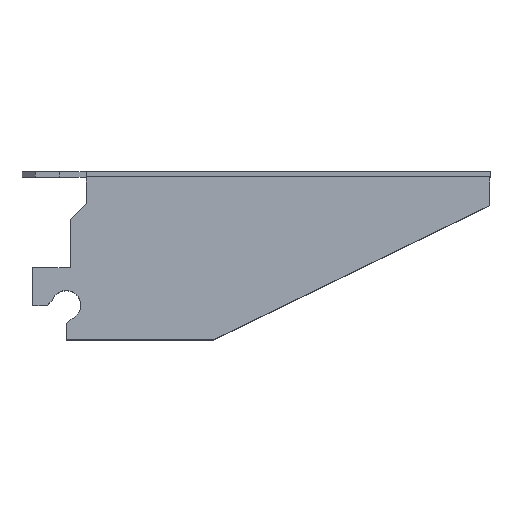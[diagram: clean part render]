
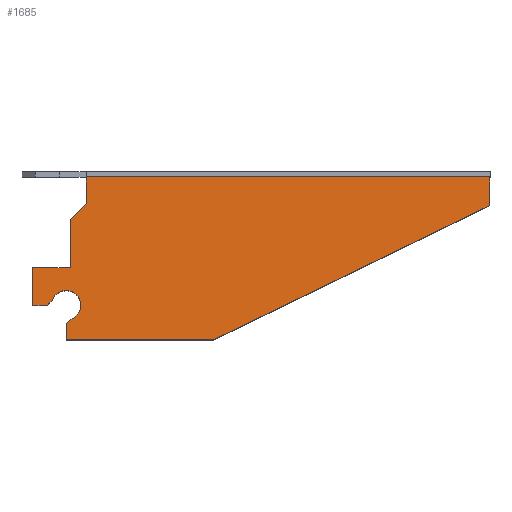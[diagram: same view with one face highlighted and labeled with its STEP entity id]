
A CAD part, top view. The second image highlights one B-rep face of the part: STEP entity #1685.
In plain terms, the highlighted planar face has unit normal (0, 0.044, 0.999).
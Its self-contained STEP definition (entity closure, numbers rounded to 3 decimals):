
#5 = DIRECTION ( 'NONE',  ( 0., 0.044, 0.999 ) ) ;
#56 = CARTESIAN_POINT ( 'NONE',  ( 11.304, -48.066, 18.513 ) ) ;
#68 = DIRECTION ( 'NONE',  ( -0.9, -0.436, 0.019 ) ) ;
#72 = DIRECTION ( 'NONE',  ( 0.707, 0.706, -0.031 ) ) ;
#76 = CARTESIAN_POINT ( 'NONE',  ( 18., -17.899, 17.196 ) ) ;
#97 = EDGE_CURVE ( 'NONE', #1884, #499, #2263, .T. ) ;
#104 = CARTESIAN_POINT ( 'NONE',  ( 175., -1.913, 16.498 ) ) ;
#116 = DIRECTION ( 'NONE',  ( 0., -0.044, -0.999 ) ) ;
#138 = CARTESIAN_POINT ( 'NONE',  ( 18., -17.899, 17.196 ) ) ;
#155 = VERTEX_POINT ( 'NONE', #1323 ) ;
#169 = ORIENTED_EDGE ( 'NONE', *, *, #97, .T. ) ;
#183 = CARTESIAN_POINT ( 'NONE',  ( 4., -49.869, 18.592 ) ) ;
#187 = CARTESIAN_POINT ( 'NONE',  ( 16.5, -49.869, 18.592 ) ) ;
#190 = CARTESIAN_POINT ( 'NONE',  ( 24., -1.913, 16.498 ) ) ;
#266 = CARTESIAN_POINT ( 'NONE',  ( 18., -35.882, 17.981 ) ) ;
#277 = CARTESIAN_POINT ( 'NONE',  ( 71.5, -62.857, 19.159 ) ) ;
#293 = EDGE_CURVE ( 'NONE', #1283, #2133, #2373, .T. ) ;
#307 = ORIENTED_EDGE ( 'NONE', *, *, #1783, .F. ) ;
#328 = CARTESIAN_POINT ( 'NONE',  ( 175., -12.639, 16.966 ) ) ;
#344 = VECTOR ( 'NONE', #68, 1000. ) ;
#348 = EDGE_LOOP ( 'NONE', ( #1759, #169, #615, #1169, #1939, #475, #1227, #2235, #1166, #1241, #2257, #307, #672, #1293 ) ) ;
#354 = CARTESIAN_POINT ( 'NONE',  ( 16.5, -56.862, 18.897 ) ) ;
#366 = DIRECTION ( 'NONE',  ( -1., 0., 0. ) ) ;
#408 = LINE ( 'NONE', #277, #344 ) ;
#423 = CARTESIAN_POINT ( 'NONE',  ( 16.5, -62.857, 19.159 ) ) ;
#465 = CARTESIAN_POINT ( 'NONE',  ( 4., -35.882, 17.981 ) ) ;
#475 = ORIENTED_EDGE ( 'NONE', *, *, #2012, .F. ) ;
#477 = VERTEX_POINT ( 'NONE', #76 ) ;
#496 = EDGE_CURVE ( 'NONE', #541, #499, #2347, .T. ) ;
#499 = VERTEX_POINT ( 'NONE', #732 ) ;
#511 = VECTOR ( 'NONE', #1673, 1000. ) ;
#541 = VERTEX_POINT ( 'NONE', #1583 ) ;
#598 = CARTESIAN_POINT ( 'NONE',  ( 4., -49.869, 18.592 ) ) ;
#615 = ORIENTED_EDGE ( 'NONE', *, *, #496, .F. ) ;
#619 = LINE ( 'NONE', #190, #2063 ) ;
#672 = ORIENTED_EDGE ( 'NONE', *, *, #2215, .F. ) ;
#678 = PLANE ( 'NONE',  #881 ) ;
#732 = CARTESIAN_POINT ( 'NONE',  ( 11.304, -48.066, 18.513 ) ) ;
#777 = EDGE_CURVE ( 'NONE', #859, #2336, #2199, .T. ) ;
#793 = LINE ( 'NONE', #960, #1792 ) ;
#835 = DIRECTION ( 'NONE',  ( 1., 0., 0. ) ) ;
#841 = AXIS2_PLACEMENT_3D ( 'NONE', #187, #5, #2266 ) ;
#859 = VERTEX_POINT ( 'NONE', #1795 ) ;
#881 = AXIS2_PLACEMENT_3D ( 'NONE', #1236, #116, #1425 ) ;
#885 = EDGE_CURVE ( 'NONE', #1917, #859, #2394, .T. ) ;
#892 = VERTEX_POINT ( 'NONE', #465 ) ;
#895 = VECTOR ( 'NONE', #1217, 1000. ) ;
#898 = VECTOR ( 'NONE', #835, 1000. ) ;
#937 = FACE_OUTER_BOUND ( 'NONE', #348, .T. ) ;
#960 = CARTESIAN_POINT ( 'NONE',  ( 24., -11.905, 16.934 ) ) ;
#1026 = LINE ( 'NONE', #138, #511 ) ;
#1030 = VECTOR ( 'NONE', #366, 1000. ) ;
#1110 = EDGE_CURVE ( 'NONE', #2336, #1820, #408, .T. ) ;
#1150 = VERTEX_POINT ( 'NONE', #598 ) ;
#1166 = ORIENTED_EDGE ( 'NONE', *, *, #885, .F. ) ;
#1169 = ORIENTED_EDGE ( 'NONE', *, *, #1811, .T. ) ;
#1174 = EDGE_CURVE ( 'NONE', #1832, #1917, #619, .T. ) ;
#1185 = DIRECTION ( 'NONE',  ( -1., 0., 0. ) ) ;
#1198 = VECTOR ( 'NONE', #72, 1000. ) ;
#1217 = DIRECTION ( 'NONE',  ( 1., 0., 0. ) ) ;
#1227 = ORIENTED_EDGE ( 'NONE', *, *, #1110, .F. ) ;
#1236 = CARTESIAN_POINT ( 'NONE',  ( 16.5, -49.869, 18.592 ) ) ;
#1241 = ORIENTED_EDGE ( 'NONE', *, *, #1174, .F. ) ;
#1254 = VECTOR ( 'NONE', #1845, 1000. ) ;
#1274 = CARTESIAN_POINT ( 'NONE',  ( 175., -12.639, 16.966 ) ) ;
#1283 = VERTEX_POINT ( 'NONE', #423 ) ;
#1286 = DIRECTION ( 'NONE',  ( 0., -0.999, 0.044 ) ) ;
#1293 = ORIENTED_EDGE ( 'NONE', *, *, #1315, .F. ) ;
#1300 = DIRECTION ( 'NONE',  ( -0.707, -0.706, 0.031 ) ) ;
#1310 = CARTESIAN_POINT ( 'NONE',  ( 24., -11.905, 16.934 ) ) ;
#1315 = EDGE_CURVE ( 'NONE', #1150, #892, #2270, .T. ) ;
#1323 = CARTESIAN_POINT ( 'NONE',  ( 18., -35.882, 17.981 ) ) ;
#1336 = CARTESIAN_POINT ( 'NONE',  ( 24., -1.913, 16.498 ) ) ;
#1399 = LINE ( 'NONE', #266, #898 ) ;
#1404 = VECTOR ( 'NONE', #1300, 1000. ) ;
#1422 = VECTOR ( 'NONE', #1185, 1000. ) ;
#1425 = DIRECTION ( 'NONE',  ( 0., 0.999, -0.044 ) ) ;
#1427 = EDGE_CURVE ( 'NONE', #1884, #1150, #2030, .T. ) ;
#1552 = CARTESIAN_POINT ( 'NONE',  ( 16.5, -62.857, 19.159 ) ) ;
#1583 = CARTESIAN_POINT ( 'NONE',  ( 18.304, -55.06, 18.819 ) ) ;
#1673 = DIRECTION ( 'NONE',  ( 0., 0.999, -0.044 ) ) ;
#1685 = ADVANCED_FACE ( 'NONE', ( #937 ), #678, .F. ) ;
#1692 = VECTOR ( 'NONE', #1286, 1000. ) ;
#1759 = ORIENTED_EDGE ( 'NONE', *, *, #1427, .F. ) ;
#1783 = EDGE_CURVE ( 'NONE', #155, #477, #1026, .T. ) ;
#1792 = VECTOR ( 'NONE', #2283, 1000. ) ;
#1795 = CARTESIAN_POINT ( 'NONE',  ( 175., -1.913, 16.498 ) ) ;
#1811 = EDGE_CURVE ( 'NONE', #541, #2133, #2399, .T. ) ;
#1820 = VERTEX_POINT ( 'NONE', #2262 ) ;
#1831 = DIRECTION ( 'NONE',  ( 0., 0.999, -0.044 ) ) ;
#1832 = VERTEX_POINT ( 'NONE', #1310 ) ;
#1845 = DIRECTION ( 'NONE',  ( 0., 0.999, -0.044 ) ) ;
#1873 = VECTOR ( 'NONE', #1831, 1000. ) ;
#1877 = EDGE_CURVE ( 'NONE', #477, #1832, #793, .T. ) ;
#1884 = VERTEX_POINT ( 'NONE', #2099 ) ;
#1917 = VERTEX_POINT ( 'NONE', #1336 ) ;
#1939 = ORIENTED_EDGE ( 'NONE', *, *, #293, .F. ) ;
#1947 = LINE ( 'NONE', #1552, #1422 ) ;
#2012 = EDGE_CURVE ( 'NONE', #1820, #1283, #1947, .T. ) ;
#2030 = LINE ( 'NONE', #183, #1030 ) ;
#2063 = VECTOR ( 'NONE', #2095, 1000. ) ;
#2085 = CARTESIAN_POINT ( 'NONE',  ( 16.5, -55.364, 18.832 ) ) ;
#2095 = DIRECTION ( 'NONE',  ( 0., 0.999, -0.044 ) ) ;
#2099 = CARTESIAN_POINT ( 'NONE',  ( 9.5, -49.869, 18.592 ) ) ;
#2133 = VERTEX_POINT ( 'NONE', #2314 ) ;
#2199 = LINE ( 'NONE', #1274, #1692 ) ;
#2215 = EDGE_CURVE ( 'NONE', #892, #155, #1399, .T. ) ;
#2235 = ORIENTED_EDGE ( 'NONE', *, *, #777, .F. ) ;
#2257 = ORIENTED_EDGE ( 'NONE', *, *, #1877, .F. ) ;
#2262 = CARTESIAN_POINT ( 'NONE',  ( 71.5, -62.857, 19.159 ) ) ;
#2263 = LINE ( 'NONE', #56, #1198 ) ;
#2266 = DIRECTION ( 'NONE',  ( 0., 0.999, -0.044 ) ) ;
#2270 = LINE ( 'NONE', #2400, #1254 ) ;
#2283 = DIRECTION ( 'NONE',  ( 0.707, 0.706, -0.031 ) ) ;
#2314 = CARTESIAN_POINT ( 'NONE',  ( 16.5, -56.862, 18.897 ) ) ;
#2336 = VERTEX_POINT ( 'NONE', #328 ) ;
#2347 = CIRCLE ( 'NONE', #841, 5.5 ) ;
#2373 = LINE ( 'NONE', #2085, #1873 ) ;
#2394 = LINE ( 'NONE', #104, #895 ) ;
#2399 = LINE ( 'NONE', #354, #1404 ) ;
#2400 = CARTESIAN_POINT ( 'NONE',  ( 4., -35.882, 17.981 ) ) ;
